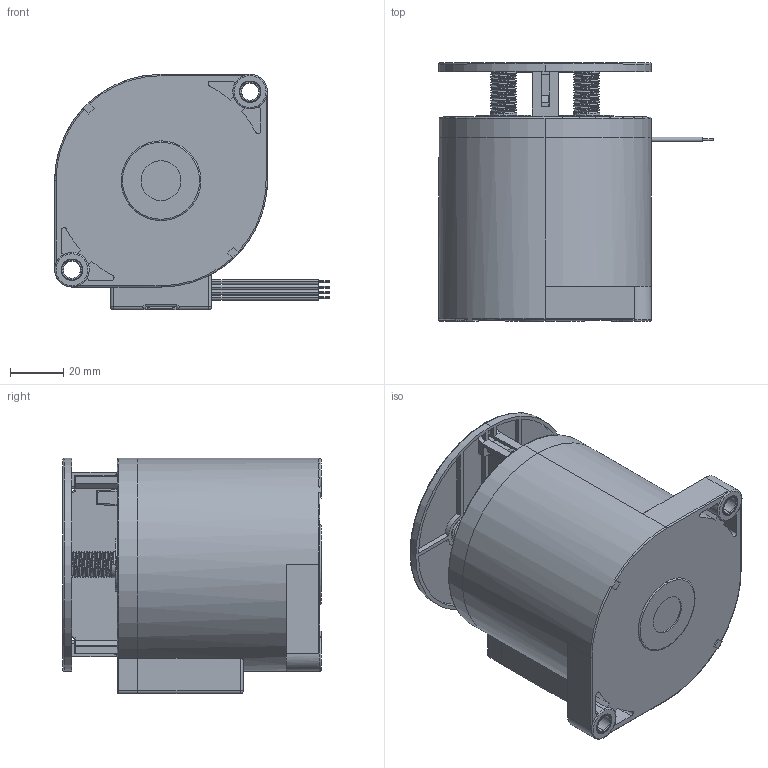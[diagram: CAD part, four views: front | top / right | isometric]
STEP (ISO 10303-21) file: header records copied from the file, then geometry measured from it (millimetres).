
FILE_DESCRIPTION((''),'2;1');
FILE_NAME('PRT0003','2024-05-22T10:46:13',('pc'),(''),'CREO PARAMETRIC BY PTC INC, 2018100','CREO PARAMETRIC BY PTC INC, 2018100','');
FILE_SCHEMA(('CONFIG_CONTROL_DESIGN'));
Length unit declared in the file: millimetre
Products named in the file (1): PRT0003
Bounding box: 103.3 x 97.2 x 88.5 mm (x, y, z)
Surface area: 93921.2 mm2 (no closed solid volume)
Topology: 0 solids, 13 shells, 8213 faces, 19361 edges, 11200 vertices
Faces by surface type: bspline 5130, cylinder 1539, plane 1469, cone 32, torus 20, sphere 18, extrusion 5
Entity records: 331462 total; most frequent: CARTESIAN_POINT 171887, ORIENTED_EDGE 38686, DIRECTION 22676, EDGE_CURVE 19343, VERTEX_POINT 11200, EDGE_LOOP 8279, FACE_OUTER_BOUND 8213, ADVANCED_FACE 8213
